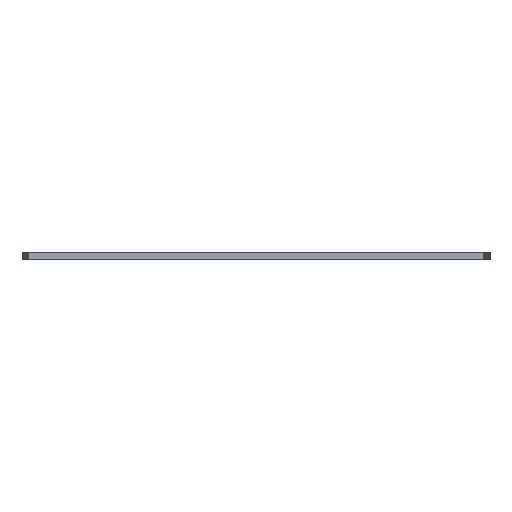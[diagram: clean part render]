
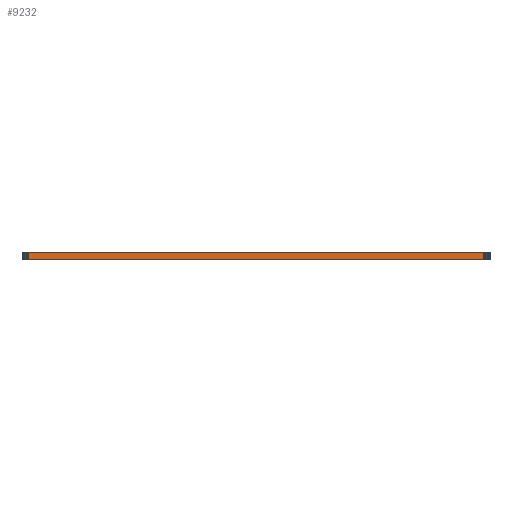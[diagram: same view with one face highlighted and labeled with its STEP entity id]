
A CAD part, left-side view. The second image highlights one B-rep face of the part: STEP entity #9232.
In plain terms, the highlighted planar face has unit normal (-1, 0, 0).
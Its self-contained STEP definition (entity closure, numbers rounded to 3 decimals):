
#90 = PLANE('',#91);
#91 = AXIS2_PLACEMENT_3D('',#92,#93,#94);
#92 = CARTESIAN_POINT('',(145.2,-76.625,1.58));
#93 = DIRECTION('',(-0.,-0.,-1.));
#94 = DIRECTION('',(-1.,0.,0.));
#144 = PLANE('',#145);
#145 = AXIS2_PLACEMENT_3D('',#146,#147,#148);
#146 = CARTESIAN_POINT('',(145.2,-76.625,0.));
#147 = DIRECTION('',(-0.,-0.,-1.));
#148 = DIRECTION('',(-1.,0.,0.));
#1009 = VERTEX_POINT('',#1010);
#1010 = CARTESIAN_POINT('',(87.975,-122.98,0.));
#1024 = PLANE('',#1025);
#1025 = AXIS2_PLACEMENT_3D('',#1026,#1027,#1028);
#1026 = CARTESIAN_POINT('',(87.994,-123.201,0.));
#1027 = DIRECTION('',(-0.996,-0.087,0.));
#1028 = DIRECTION('',(-0.087,0.996,0.));
#1036 = EDGE_CURVE('',#1009,#1037,#1039,.T.);
#1037 = VERTEX_POINT('',#1038);
#1038 = CARTESIAN_POINT('',(87.975,-30.27,0.));
#1039 = SURFACE_CURVE('',#1040,(#1044,#1051),.PCURVE_S1.);
#1040 = LINE('',#1041,#1042);
#1041 = CARTESIAN_POINT('',(87.975,-122.98,0.));
#1042 = VECTOR('',#1043,1.);
#1043 = DIRECTION('',(0.,1.,0.));
#1044 = PCURVE('',#144,#1045);
#1045 = DEFINITIONAL_REPRESENTATION('',(#1046),#1050);
#1046 = LINE('',#1047,#1048);
#1047 = CARTESIAN_POINT('',(57.225,-46.355));
#1048 = VECTOR('',#1049,1.);
#1049 = DIRECTION('',(0.,1.));
#1050 = ( GEOMETRIC_REPRESENTATION_CONTEXT(2) 
PARAMETRIC_REPRESENTATION_CONTEXT() REPRESENTATION_CONTEXT('2D SPACE',''
  ) );
#1051 = PCURVE('',#1052,#1057);
#1052 = PLANE('',#1053);
#1053 = AXIS2_PLACEMENT_3D('',#1054,#1055,#1056);
#1054 = CARTESIAN_POINT('',(87.975,-122.98,0.));
#1055 = DIRECTION('',(-1.,0.,0.));
#1056 = DIRECTION('',(0.,1.,0.));
#1057 = DEFINITIONAL_REPRESENTATION('',(#1058),#1062);
#1058 = LINE('',#1059,#1060);
#1059 = CARTESIAN_POINT('',(0.,0.));
#1060 = VECTOR('',#1061,1.);
#1061 = DIRECTION('',(1.,0.));
#1062 = ( GEOMETRIC_REPRESENTATION_CONTEXT(2) 
PARAMETRIC_REPRESENTATION_CONTEXT() REPRESENTATION_CONTEXT('2D SPACE',''
  ) );
#1080 = PLANE('',#1081);
#1081 = AXIS2_PLACEMENT_3D('',#1082,#1083,#1084);
#1082 = CARTESIAN_POINT('',(87.975,-30.27,0.));
#1083 = DIRECTION('',(-0.996,0.087,0.));
#1084 = DIRECTION('',(0.087,0.996,0.));
#5479 = VERTEX_POINT('',#5480);
#5480 = CARTESIAN_POINT('',(87.975,-122.98,1.58));
#5501 = EDGE_CURVE('',#5479,#5502,#5504,.T.);
#5502 = VERTEX_POINT('',#5503);
#5503 = CARTESIAN_POINT('',(87.975,-30.27,1.58));
#5504 = SURFACE_CURVE('',#5505,(#5509,#5516),.PCURVE_S1.);
#5505 = LINE('',#5506,#5507);
#5506 = CARTESIAN_POINT('',(87.975,-122.98,1.58));
#5507 = VECTOR('',#5508,1.);
#5508 = DIRECTION('',(0.,1.,0.));
#5509 = PCURVE('',#90,#5510);
#5510 = DEFINITIONAL_REPRESENTATION('',(#5511),#5515);
#5511 = LINE('',#5512,#5513);
#5512 = CARTESIAN_POINT('',(57.225,-46.355));
#5513 = VECTOR('',#5514,1.);
#5514 = DIRECTION('',(0.,1.));
#5515 = ( GEOMETRIC_REPRESENTATION_CONTEXT(2) 
PARAMETRIC_REPRESENTATION_CONTEXT() REPRESENTATION_CONTEXT('2D SPACE',''
  ) );
#5516 = PCURVE('',#1052,#5517);
#5517 = DEFINITIONAL_REPRESENTATION('',(#5518),#5522);
#5518 = LINE('',#5519,#5520);
#5519 = CARTESIAN_POINT('',(0.,-1.58));
#5520 = VECTOR('',#5521,1.);
#5521 = DIRECTION('',(1.,0.));
#5522 = ( GEOMETRIC_REPRESENTATION_CONTEXT(2) 
PARAMETRIC_REPRESENTATION_CONTEXT() REPRESENTATION_CONTEXT('2D SPACE',''
  ) );
#9182 = EDGE_CURVE('',#1037,#5502,#9183,.T.);
#9183 = SURFACE_CURVE('',#9184,(#9188,#9195),.PCURVE_S1.);
#9184 = LINE('',#9185,#9186);
#9185 = CARTESIAN_POINT('',(87.975,-30.27,0.));
#9186 = VECTOR('',#9187,1.);
#9187 = DIRECTION('',(0.,0.,1.));
#9188 = PCURVE('',#1080,#9189);
#9189 = DEFINITIONAL_REPRESENTATION('',(#9190),#9194);
#9190 = LINE('',#9191,#9192);
#9191 = CARTESIAN_POINT('',(0.,0.));
#9192 = VECTOR('',#9193,1.);
#9193 = DIRECTION('',(0.,-1.));
#9194 = ( GEOMETRIC_REPRESENTATION_CONTEXT(2) 
PARAMETRIC_REPRESENTATION_CONTEXT() REPRESENTATION_CONTEXT('2D SPACE',''
  ) );
#9195 = PCURVE('',#1052,#9196);
#9196 = DEFINITIONAL_REPRESENTATION('',(#9197),#9201);
#9197 = LINE('',#9198,#9199);
#9198 = CARTESIAN_POINT('',(92.71,0.));
#9199 = VECTOR('',#9200,1.);
#9200 = DIRECTION('',(0.,-1.));
#9201 = ( GEOMETRIC_REPRESENTATION_CONTEXT(2) 
PARAMETRIC_REPRESENTATION_CONTEXT() REPRESENTATION_CONTEXT('2D SPACE',''
  ) );
#9232 = ADVANCED_FACE('',(#9233),#1052,.T.);
#9233 = FACE_BOUND('',#9234,.T.);
#9234 = EDGE_LOOP('',(#9235,#9256,#9257,#9258));
#9235 = ORIENTED_EDGE('',*,*,#9236,.T.);
#9236 = EDGE_CURVE('',#1009,#5479,#9237,.T.);
#9237 = SURFACE_CURVE('',#9238,(#9242,#9249),.PCURVE_S1.);
#9238 = LINE('',#9239,#9240);
#9239 = CARTESIAN_POINT('',(87.975,-122.98,0.));
#9240 = VECTOR('',#9241,1.);
#9241 = DIRECTION('',(0.,0.,1.));
#9242 = PCURVE('',#1052,#9243);
#9243 = DEFINITIONAL_REPRESENTATION('',(#9244),#9248);
#9244 = LINE('',#9245,#9246);
#9245 = CARTESIAN_POINT('',(0.,0.));
#9246 = VECTOR('',#9247,1.);
#9247 = DIRECTION('',(0.,-1.));
#9248 = ( GEOMETRIC_REPRESENTATION_CONTEXT(2) 
PARAMETRIC_REPRESENTATION_CONTEXT() REPRESENTATION_CONTEXT('2D SPACE',''
  ) );
#9249 = PCURVE('',#1024,#9250);
#9250 = DEFINITIONAL_REPRESENTATION('',(#9251),#9255);
#9251 = LINE('',#9252,#9253);
#9252 = CARTESIAN_POINT('',(0.221,0.));
#9253 = VECTOR('',#9254,1.);
#9254 = DIRECTION('',(0.,-1.));
#9255 = ( GEOMETRIC_REPRESENTATION_CONTEXT(2) 
PARAMETRIC_REPRESENTATION_CONTEXT() REPRESENTATION_CONTEXT('2D SPACE',''
  ) );
#9256 = ORIENTED_EDGE('',*,*,#5501,.T.);
#9257 = ORIENTED_EDGE('',*,*,#9182,.F.);
#9258 = ORIENTED_EDGE('',*,*,#1036,.F.);
